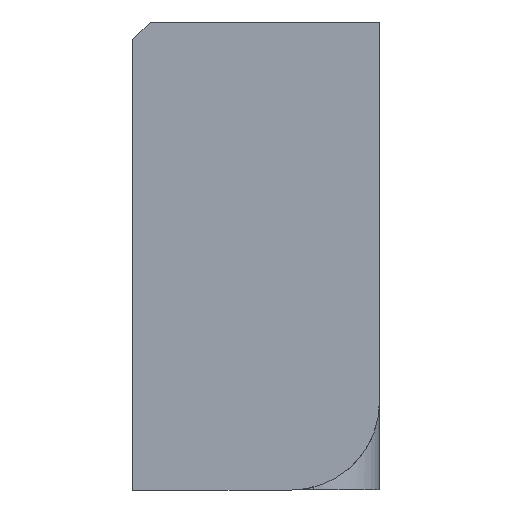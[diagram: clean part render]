
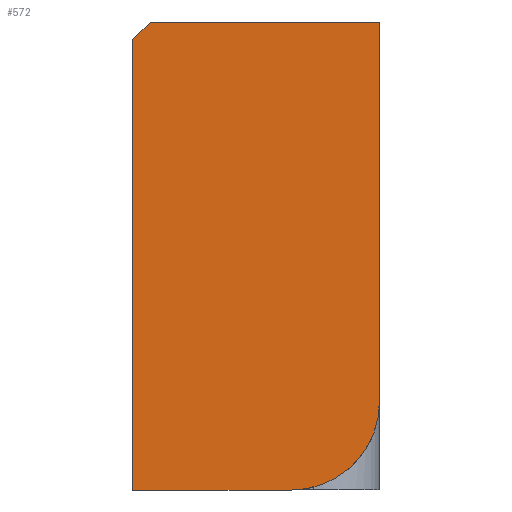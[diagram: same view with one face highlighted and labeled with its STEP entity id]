
A CAD part, left-side view. The second image highlights one B-rep face of the part: STEP entity #572.
In plain terms, the highlighted planar face has unit normal (-1, 0, 0).
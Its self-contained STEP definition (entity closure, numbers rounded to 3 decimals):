
#40=CIRCLE('',#620,1.);
#75=FACE_OUTER_BOUND('',#106,.T.);
#106=EDGE_LOOP('',(#394,#395,#396,#397,#398,#399));
#141=LINE('',#856,#196);
#144=LINE('',#866,#199);
#145=LINE('',#868,#200);
#146=LINE('',#870,#201);
#147=LINE('',#871,#202);
#196=VECTOR('',#683,10.);
#199=VECTOR('',#694,10.);
#200=VECTOR('',#695,10.);
#201=VECTOR('',#696,10.);
#202=VECTOR('',#697,10.);
#251=VERTEX_POINT('',#853);
#252=VERTEX_POINT('',#855);
#254=VERTEX_POINT('',#861);
#255=VERTEX_POINT('',#865);
#256=VERTEX_POINT('',#867);
#257=VERTEX_POINT('',#869);
#305=EDGE_CURVE('',#252,#251,#141,.T.);
#309=EDGE_CURVE('',#251,#254,#40,.T.);
#310=EDGE_CURVE('',#254,#255,#144,.T.);
#311=EDGE_CURVE('',#255,#256,#145,.T.);
#312=EDGE_CURVE('',#256,#257,#146,.T.);
#313=EDGE_CURVE('',#257,#252,#147,.T.);
#394=ORIENTED_EDGE('',*,*,#309,.T.);
#395=ORIENTED_EDGE('',*,*,#310,.T.);
#396=ORIENTED_EDGE('',*,*,#311,.T.);
#397=ORIENTED_EDGE('',*,*,#312,.T.);
#398=ORIENTED_EDGE('',*,*,#313,.T.);
#399=ORIENTED_EDGE('',*,*,#305,.T.);
#553=PLANE('',#621);
#572=ADVANCED_FACE('',(#75),#553,.F.);
#620=AXIS2_PLACEMENT_3D('',#863,#690,#691);
#621=AXIS2_PLACEMENT_3D('',#864,#692,#693);
#683=DIRECTION('',(0.,-1.,0.));
#690=DIRECTION('center_axis',(-1.,0.,0.));
#691=DIRECTION('ref_axis',(0.,0.707,-0.707));
#692=DIRECTION('center_axis',(1.,0.,0.));
#693=DIRECTION('ref_axis',(0.,0.,-1.));
#694=DIRECTION('',(0.,0.,1.));
#695=DIRECTION('',(0.,1.,0.));
#696=DIRECTION('',(0.,0.707,-0.707));
#697=DIRECTION('',(0.,0.,-1.));
#853=CARTESIAN_POINT('',(0.25,3.,95.49));
#855=CARTESIAN_POINT('',(0.25,4.8,95.49));
#856=CARTESIAN_POINT('',(0.25,3.,95.49));
#861=CARTESIAN_POINT('',(0.25,2.,96.49));
#863=CARTESIAN_POINT('Origin',(0.25,3.,96.49));
#864=CARTESIAN_POINT('Origin',(0.25,2.,101.026));
#865=CARTESIAN_POINT('',(0.25,2.,100.8));
#866=CARTESIAN_POINT('',(0.25,2.,99.635));
#867=CARTESIAN_POINT('',(0.25,4.6,100.8));
#868=CARTESIAN_POINT('',(0.25,3.,100.8));
#869=CARTESIAN_POINT('',(0.25,4.8,100.6));
#870=CARTESIAN_POINT('',(0.25,3.943,101.457));
#871=CARTESIAN_POINT('',(0.25,4.8,99.635));
